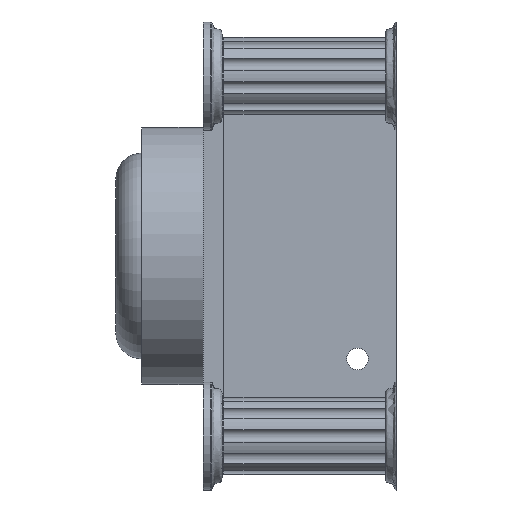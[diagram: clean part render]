
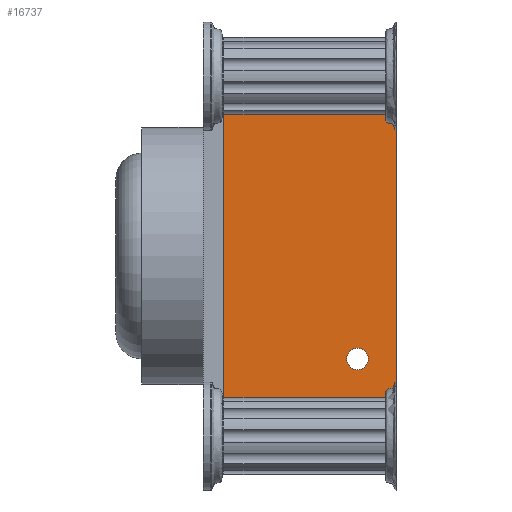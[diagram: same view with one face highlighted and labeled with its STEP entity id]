
A CAD part, left-side view. The second image highlights one B-rep face of the part: STEP entity #16737.
In plain terms, the highlighted planar face has unit normal (-1, 0, 0).
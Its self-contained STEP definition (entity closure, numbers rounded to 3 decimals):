
#191=(
BOUNDED_CURVE()
B_SPLINE_CURVE(5,(#30747,#30748,#30749,#30750,#30751,#30752,#30753,#30754,
#30755,#30756,#30757,#30758,#30759,#30760,#30761,#30762,#30763,#30764,#30765),
 .UNSPECIFIED.,.F.,.F.)
B_SPLINE_CURVE_WITH_KNOTS((6,1,1,1,1,1,1,1,1,1,1,1,1,1,6),(-1.,-0.95,-0.9,
-0.85,-0.8,-0.75,-0.7,-0.65,-0.6,-0.55,-0.5,-0.45,-0.4,-0.35,-0.323),
 .UNSPECIFIED.)
CURVE()
GEOMETRIC_REPRESENTATION_ITEM()
RATIONAL_B_SPLINE_CURVE((1.,1.,1.,1.,1.,1.,1.,1.,1.,1.,1.,1.,1.,1.,1.,1.,
1.,1.,1.))
REPRESENTATION_ITEM('')
);
#196=(
BOUNDED_CURVE()
B_SPLINE_CURVE(5,(#31466,#31467,#31468,#31469,#31470,#31471,#31472,#31473,
#31474,#31475,#31476,#31477,#31478,#31479,#31480,#31481,#31482,#31483,#31484),
 .UNSPECIFIED.,.F.,.F.)
B_SPLINE_CURVE_WITH_KNOTS((6,1,1,1,1,1,1,1,1,1,1,1,1,1,6),(0.323,
0.35,0.4,0.45,0.5,0.55,0.6,0.65,0.7,0.75,0.8,0.85,0.9,0.95,1.),
 .UNSPECIFIED.)
CURVE()
GEOMETRIC_REPRESENTATION_ITEM()
RATIONAL_B_SPLINE_CURVE((1.,1.,1.,1.,1.,1.,1.,1.,1.,1.,1.,1.,1.,1.,1.,1.,
1.,1.,1.))
REPRESENTATION_ITEM('')
);
#312=FACE_BOUND('',#2624,.T.);
#929=PLANE('',#18193);
#1694=FACE_OUTER_BOUND('',#2623,.T.);
#2623=EDGE_LOOP('',(#12878,#12879,#12880,#12881,#12882,#12883,#12884,#12885,
#12886,#12887,#12888,#12889));
#2624=EDGE_LOOP('',(#12890));
#3571=LINE('',#29323,#5126);
#3574=LINE('',#29423,#5129);
#3615=LINE('',#30306,#5170);
#3629=LINE('',#30554,#5184);
#3635=LINE('',#30793,#5190);
#3652=LINE('',#31052,#5207);
#3654=LINE('',#31056,#5209);
#3692=LINE('',#31651,#5247);
#3693=LINE('',#31655,#5248);
#3694=LINE('',#31656,#5249);
#5126=VECTOR('',#20191,10.);
#5129=VECTOR('',#20260,10.);
#5170=VECTOR('',#20507,10.);
#5184=VECTOR('',#20585,10.);
#5190=VECTOR('',#20613,10.);
#5207=VECTOR('',#20706,10.);
#5209=VECTOR('',#20712,10.);
#5247=VECTOR('',#20910,10.);
#5248=VECTOR('',#20915,10.);
#5249=VECTOR('',#20916,10.);
#6738=CIRCLE('',#17871,4.2);
#7544=VERTEX_POINT('',#29274);
#7559=VERTEX_POINT('',#29321);
#7560=VERTEX_POINT('',#29322);
#7595=VERTEX_POINT('',#29420);
#7596=VERTEX_POINT('',#29422);
#7690=VERTEX_POINT('',#30302);
#7692=VERTEX_POINT('',#30305);
#7721=VERTEX_POINT('',#30552);
#7726=VERTEX_POINT('',#30746);
#7730=VERTEX_POINT('',#30792);
#7761=VERTEX_POINT('',#31051);
#7812=VERTEX_POINT('',#31650);
#7813=VERTEX_POINT('',#31654);
#9296=EDGE_CURVE('',#7544,#7544,#6738,.T.);
#9316=EDGE_CURVE('',#7559,#7560,#3571,.T.);
#9352=EDGE_CURVE('',#7596,#7595,#3574,.T.);
#9481=EDGE_CURVE('',#7692,#7690,#3615,.T.);
#9523=EDGE_CURVE('',#7690,#7721,#3629,.T.);
#9532=EDGE_CURVE('',#7726,#7596,#191,.T.);
#9537=EDGE_CURVE('',#7730,#7726,#3635,.T.);
#9584=EDGE_CURVE('',#7761,#7730,#3652,.T.);
#9587=EDGE_CURVE('',#7761,#7721,#3654,.T.);
#9593=EDGE_CURVE('',#7560,#7692,#196,.T.);
#9676=EDGE_CURVE('',#7812,#7559,#3692,.T.);
#9678=EDGE_CURVE('',#7595,#7813,#3693,.T.);
#9679=EDGE_CURVE('',#7813,#7812,#3694,.T.);
#12878=ORIENTED_EDGE('',*,*,#9316,.T.);
#12879=ORIENTED_EDGE('',*,*,#9593,.T.);
#12880=ORIENTED_EDGE('',*,*,#9481,.T.);
#12881=ORIENTED_EDGE('',*,*,#9523,.T.);
#12882=ORIENTED_EDGE('',*,*,#9587,.F.);
#12883=ORIENTED_EDGE('',*,*,#9584,.T.);
#12884=ORIENTED_EDGE('',*,*,#9537,.T.);
#12885=ORIENTED_EDGE('',*,*,#9532,.T.);
#12886=ORIENTED_EDGE('',*,*,#9352,.T.);
#12887=ORIENTED_EDGE('',*,*,#9678,.T.);
#12888=ORIENTED_EDGE('',*,*,#9679,.T.);
#12889=ORIENTED_EDGE('',*,*,#9676,.T.);
#12890=ORIENTED_EDGE('',*,*,#9296,.T.);
#16737=ADVANCED_FACE('',(#1694,#312),#929,.T.);
#17871=AXIS2_PLACEMENT_3D('',#29276,#20138,#20139);
#18193=AXIS2_PLACEMENT_3D('',#31653,#20913,#20914);
#20138=DIRECTION('center_axis',(1.,0.,0.));
#20139=DIRECTION('ref_axis',(0.,0.,-1.));
#20191=DIRECTION('',(0.,0.,1.));
#20260=DIRECTION('',(0.,0.,1.));
#20507=DIRECTION('',(0.,-0.002,-1.));
#20585=DIRECTION('',(0.,-1.,0.));
#20613=DIRECTION('',(0.,0.002,-1.));
#20706=DIRECTION('',(0.,1.,0.));
#20712=DIRECTION('',(0.,0.,-1.));
#20910=DIRECTION('',(0.,-1.,0.));
#20913=DIRECTION('center_axis',(-1.,0.,0.));
#20914=DIRECTION('ref_axis',(0.,0.,1.));
#20915=DIRECTION('',(0.,1.,0.));
#20916=DIRECTION('',(0.,0.,-1.));
#29274=CARTESIAN_POINT('',(-70.,23.,-35.8));
#29276=CARTESIAN_POINT('Origin',(-70.,23.,-40.));
#29321=CARTESIAN_POINT('',(-70.,12.,-55.));
#29322=CARTESIAN_POINT('',(-70.,12.,-52.514));
#29323=CARTESIAN_POINT('',(-70.,12.,-35.235));
#29420=CARTESIAN_POINT('',(-70.,12.,57.5));
#29422=CARTESIAN_POINT('',(-70.,12.,52.514));
#29423=CARTESIAN_POINT('',(-70.,12.,-35.235));
#30302=CARTESIAN_POINT('',(-70.,8.005,-55.));
#30305=CARTESIAN_POINT('',(-70.,8.015,-49.));
#30306=CARTESIAN_POINT('',(-70.,8.007,-53.329));
#30552=CARTESIAN_POINT('',(-70.,8.,-55.));
#30554=CARTESIAN_POINT('',(-70.,8.,-55.));
#30746=CARTESIAN_POINT('',(-70.,8.015,49.));
#30747=CARTESIAN_POINT('Ctrl Pts',(-70.,8.015,49.));
#30748=CARTESIAN_POINT('Ctrl Pts',(-70.,8.111,49.037));
#30749=CARTESIAN_POINT('Ctrl Pts',(-70.,8.283,49.127));
#30750=CARTESIAN_POINT('Ctrl Pts',(-70.,8.486,49.311));
#30751=CARTESIAN_POINT('Ctrl Pts',(-70.,8.656,49.642));
#30752=CARTESIAN_POINT('Ctrl Pts',(-70.,8.765,50.13));
#30753=CARTESIAN_POINT('Ctrl Pts',(-70.,8.849,50.612));
#30754=CARTESIAN_POINT('Ctrl Pts',(-70.,8.982,51.013));
#30755=CARTESIAN_POINT('Ctrl Pts',(-70.,9.208,51.295));
#30756=CARTESIAN_POINT('Ctrl Pts',(-70.,9.528,51.466));
#30757=CARTESIAN_POINT('Ctrl Pts',(-70.,9.923,51.557));
#30758=CARTESIAN_POINT('Ctrl Pts',(-70.,10.359,51.616));
#30759=CARTESIAN_POINT('Ctrl Pts',(-70.,10.799,51.687));
#30760=CARTESIAN_POINT('Ctrl Pts',(-70.,11.214,51.805));
#30761=CARTESIAN_POINT('Ctrl Pts',(-70.,11.547,51.98));
#30762=CARTESIAN_POINT('Ctrl Pts',(-70.,11.767,52.175));
#30763=CARTESIAN_POINT('Ctrl Pts',(-70.,11.902,52.35));
#30764=CARTESIAN_POINT('Ctrl Pts',(-70.,11.975,52.47));
#30765=CARTESIAN_POINT('Ctrl Pts',(-70.,12.,52.514));
#30792=CARTESIAN_POINT('',(-70.,8.,57.5));
#30793=CARTESIAN_POINT('',(-70.,8.007,53.329));
#31051=CARTESIAN_POINT('',(-70.,8.,57.5));
#31052=CARTESIAN_POINT('',(-70.,8.,57.5));
#31056=CARTESIAN_POINT('',(-70.,8.,70.));
#31466=CARTESIAN_POINT('Ctrl Pts',(-70.,12.,-52.514));
#31467=CARTESIAN_POINT('Ctrl Pts',(-70.,11.975,-52.47));
#31468=CARTESIAN_POINT('Ctrl Pts',(-70.,11.902,-52.35));
#31469=CARTESIAN_POINT('Ctrl Pts',(-70.,11.767,-52.175));
#31470=CARTESIAN_POINT('Ctrl Pts',(-70.,11.547,-51.98));
#31471=CARTESIAN_POINT('Ctrl Pts',(-70.,11.214,-51.805));
#31472=CARTESIAN_POINT('Ctrl Pts',(-70.,10.799,-51.687));
#31473=CARTESIAN_POINT('Ctrl Pts',(-70.,10.359,-51.616));
#31474=CARTESIAN_POINT('Ctrl Pts',(-70.,9.923,-51.557));
#31475=CARTESIAN_POINT('Ctrl Pts',(-70.,9.528,-51.466));
#31476=CARTESIAN_POINT('Ctrl Pts',(-70.,9.208,-51.295));
#31477=CARTESIAN_POINT('Ctrl Pts',(-70.,8.982,-51.013));
#31478=CARTESIAN_POINT('Ctrl Pts',(-70.,8.849,-50.612));
#31479=CARTESIAN_POINT('Ctrl Pts',(-70.,8.765,-50.13));
#31480=CARTESIAN_POINT('Ctrl Pts',(-70.,8.656,-49.642));
#31481=CARTESIAN_POINT('Ctrl Pts',(-70.,8.486,-49.311));
#31482=CARTESIAN_POINT('Ctrl Pts',(-70.,8.283,-49.127));
#31483=CARTESIAN_POINT('Ctrl Pts',(-70.,8.111,-49.037));
#31484=CARTESIAN_POINT('Ctrl Pts',(-70.,8.015,-49.));
#31650=CARTESIAN_POINT('',(-70.,74.99,-55.));
#31651=CARTESIAN_POINT('',(-70.,0.,-55.));
#31653=CARTESIAN_POINT('Origin',(-70.,0.,-70.));
#31654=CARTESIAN_POINT('',(-70.,74.99,57.5));
#31655=CARTESIAN_POINT('',(-70.,0.,57.5));
#31656=CARTESIAN_POINT('',(-70.,74.99,-34.776));
